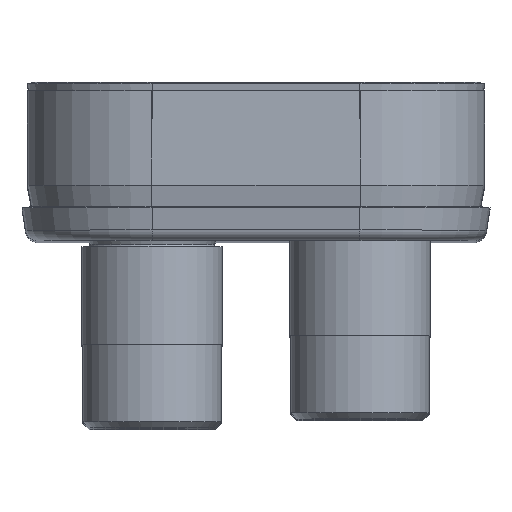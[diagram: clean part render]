
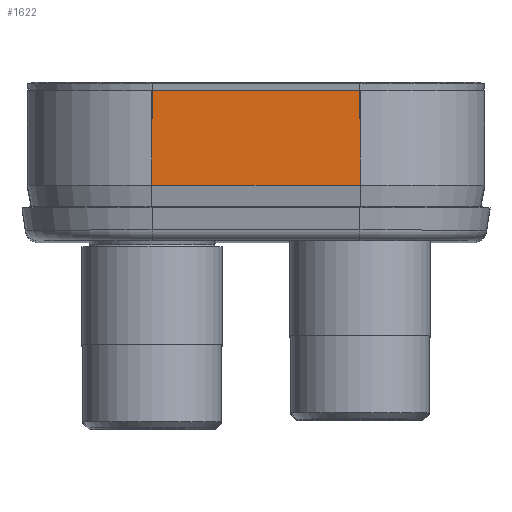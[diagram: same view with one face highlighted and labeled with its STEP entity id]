
A CAD part, top view. The second image highlights one B-rep face of the part: STEP entity #1622.
In plain terms, the highlighted planar face has unit normal (0, 0, 1).
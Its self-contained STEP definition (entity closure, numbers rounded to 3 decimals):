
#238=DIRECTION('',(1.,0.,0.));
#239=VECTOR('',#238,50.064);
#240=CARTESIAN_POINT('',(-25.032,11.3,155.));
#241=LINE('',#240,#239);
#342=DIRECTION('',(-1.,0.,0.));
#343=VECTOR('',#342,50.);
#344=CARTESIAN_POINT('',(25.,34.05,155.));
#345=LINE('',#344,#343);
#346=CARTESIAN_POINT('',(25.032,34.05,155.));
#347=CARTESIAN_POINT('',(25.027,34.05,155.));
#348=CARTESIAN_POINT('',(25.016,34.05,155.));
#349=CARTESIAN_POINT('',(25.005,34.05,155.));
#350=CARTESIAN_POINT('',(25.,34.05,155.));
#352=DIRECTION('',(0.,-1.,0.));
#353=VECTOR('',#352,22.75);
#354=CARTESIAN_POINT('',(-25.032,34.05,155.));
#355=LINE('',#354,#353);
#356=CARTESIAN_POINT('',(-25.,34.05,155.));
#357=CARTESIAN_POINT('',(-25.005,34.05,155.));
#358=CARTESIAN_POINT('',(-25.016,34.05,155.));
#359=CARTESIAN_POINT('',(-25.027,34.05,155.));
#360=CARTESIAN_POINT('',(-25.032,34.05,155.));
#362=DIRECTION('',(0.,-1.,0.));
#363=VECTOR('',#362,22.75);
#364=CARTESIAN_POINT('',(25.032,34.05,155.));
#365=LINE('',#364,#363);
#961=CARTESIAN_POINT('',(-25.032,11.3,155.));
#963=VERTEX_POINT('',#961);
#965=CARTESIAN_POINT('',(25.032,11.3,155.));
#967=VERTEX_POINT('',#965);
#1037=CARTESIAN_POINT('',(25.,34.05,155.));
#1038=CARTESIAN_POINT('',(-25.,34.05,155.));
#1039=VERTEX_POINT('',#1037);
#1040=VERTEX_POINT('',#1038);
#1063=CARTESIAN_POINT('',(-25.032,34.05,155.));
#1064=VERTEX_POINT('',#1063);
#1065=CARTESIAN_POINT('',(25.032,34.05,155.));
#1066=VERTEX_POINT('',#1065);
#1606=CARTESIAN_POINT('',(-25.032,34.05,155.));
#1607=DIRECTION('',(0.,0.,1.));
#1608=DIRECTION('',(0.,-1.,0.));
#1609=AXIS2_PLACEMENT_3D('',#1606,#1607,#1608);
#1610=PLANE('',#1609);
#1611=ORIENTED_EDGE('',*,*,#1596,.F.);
#1612=ORIENTED_EDGE('',*,*,#1586,.F.);
#1614=ORIENTED_EDGE('',*,*,#1613,.T.);
#1615=ORIENTED_EDGE('',*,*,#1445,.F.);
#1617=ORIENTED_EDGE('',*,*,#1616,.F.);
#1619=ORIENTED_EDGE('',*,*,#1618,.F.);
#1620=EDGE_LOOP('',(#1611,#1612,#1614,#1615,#1617,#1619));
#1621=FACE_OUTER_BOUND('',#1620,.F.);
#1622=ADVANCED_FACE('',(#1621),#1610,.T.);
#351=B_SPLINE_CURVE_WITH_KNOTS('',3,(#346,#347,#348,#349,#350),.UNSPECIFIED.,
.F.,.F.,(4,1,4),(0.,0.5,1.),.UNSPECIFIED.);
#361=B_SPLINE_CURVE_WITH_KNOTS('',3,(#356,#357,#358,#359,#360),.UNSPECIFIED.,
.F.,.F.,(4,1,4),(0.,0.5,1.),.UNSPECIFIED.);
#1445=EDGE_CURVE('',#963,#967,#241,.T.);
#1586=EDGE_CURVE('',#1066,#1039,#351,.T.);
#1596=EDGE_CURVE('',#1039,#1040,#345,.T.);
#1613=EDGE_CURVE('',#1066,#967,#365,.T.);
#1616=EDGE_CURVE('',#1064,#963,#355,.T.);
#1618=EDGE_CURVE('',#1040,#1064,#361,.T.);
